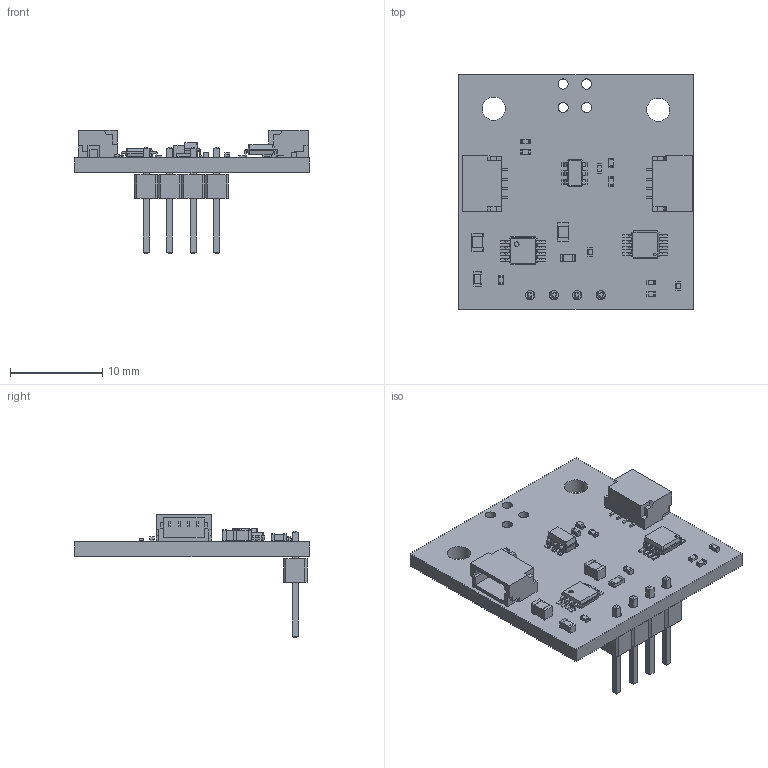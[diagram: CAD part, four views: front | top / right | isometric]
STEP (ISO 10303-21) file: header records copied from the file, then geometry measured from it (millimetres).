
FILE_DESCRIPTION(('KiCad electronic assembly'),'2;1');
FILE_NAME('ADS1100_5V.step','2020-08-23T15:23:36',('An Author'),( 'A Company'),'Open CASCADE STEP processor 6.9', 'KiCad to STEP converter','Unknown');
FILE_SCHEMA(('AUTOMOTIVE_DESIGN { 1 0 10303 214 1 1 1 1 }'));
Length unit declared in the file: millimetre
Products named in the file (27): Open CASCADE STEP translator 6.9 1; PinHeader_1x04_P2.54mm_Vertical; SOLID; VSSOP-8_3.0x3.0mm_P0.65mm; SOT-23-6; MSOP-8_3x3mm_P0.65mm; R_0402_1005Metric; R_0603_1608Metric; L_0805_2012Metric; mpt_0_5_2_2_055_cp; SM04B-SRSS; LED_0402_1005Metric; C_0402_1005Metric; C_0805_2012Metric; C_0603_1608Metric; COMPOUND
Assembly tree (34 placements, depth 3):
  Open CASCADE STEP translator 6.9 1
    PinHeader_1x04_P2.54mm_Vertical
      SOLID
    VSSOP-8_3.0x3.0mm_P0.65mm
      SOLID
    SOT-23-6
      SOLID
    MSOP-8_3x3mm_P0.65mm
      SOLID
    R_0402_1005Metric  x5
      SOLID
    R_0603_1608Metric
      SOLID
    L_0805_2012Metric
      SOLID
    mpt_0_5_2_2_055_cp
    SM04B-SRSS  x2
      SOLID
    LED_0402_1005Metric  x2
      SOLID
    C_0402_1005Metric  x3
      SOLID
    C_0805_2012Metric
      SOLID
    C_0603_1608Metric
      SOLID
    COMPOUND
Bounding box: 25.4 x 25.4 x 13.37 mm (x, y, z)
Volume: 1205.2 mm3; surface area: 2185.4 mm2
Topology: 21 solids, 21 shells, 1154 faces, 2998 edges, 1920 vertices
Faces by surface type: plane 824, cylinder 236, bspline 94
Full cylindrical faces by diameter (mm): 0.25 x1, 0.5 x1, 1 x4, 1.1 x4, 2.5 x2
Entity records: 61200 total; most frequent: CARTESIAN_POINT 10831, DIRECTION 8088, LINE 5645, VECTOR 5645, ORIENTED_EDGE 4410, PCURVE 4410, DEFINITIONAL_REPRESENTATION 4410, EDGE_CURVE 2205
